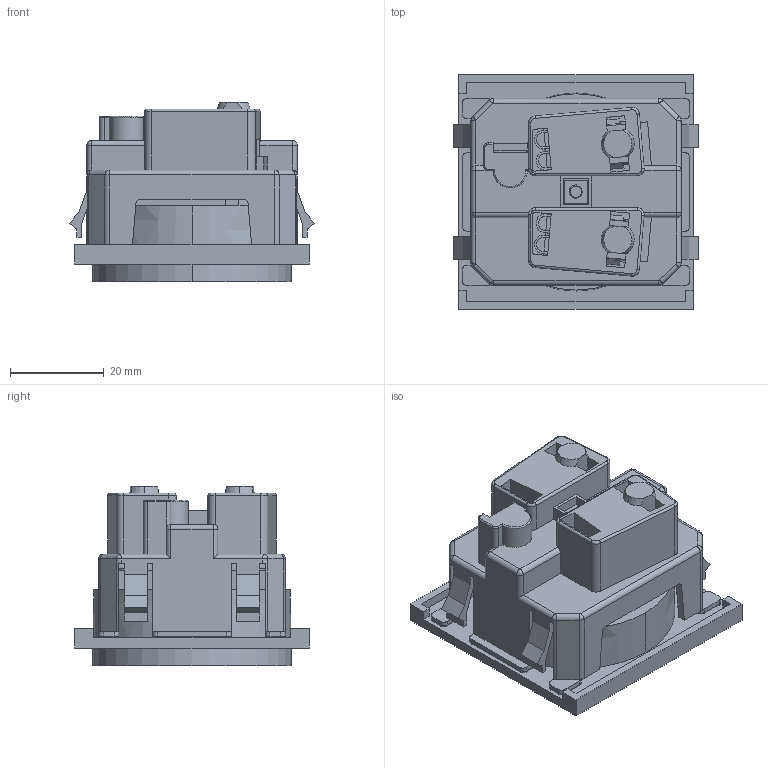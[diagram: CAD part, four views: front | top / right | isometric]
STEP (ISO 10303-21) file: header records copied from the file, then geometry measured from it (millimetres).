
FILE_DESCRIPTION (( 'STEP AP214' ), '1' );
FILE_NAME ('E-08-D.STEP', '2017-09-26T03:27:12', ( '' ), ( '' ), 'SwSTEP 2.0', 'SolidWorks 2016', '' );
FILE_SCHEMA (( 'AUTOMOTIVE_DESIGN' ));
Length unit declared in the file: millimetre
Products named in the file (13): e08_006; e08d; e08a_france; e08_001c; e08-003; e08_002; e08b_series; E-08-D; e_08_france; e08-005; e08-004; e_08_france_01; e08c
Assembly tree (16 placements, depth 4):
  E-08-D
    e_08_france
      e08b_series
      e08_002  x2
      e08-003  x3
      e08_001c
      e_08_france_01
        e08a_france
        e08d
        e08_006  x2
        e08c
      e08-004
      e08-005
Bounding box: 52 x 50 x 38.3 mm (x, y, z)
Volume: 23208.1 mm3; surface area: 32005.7 mm2
Topology: 14 solids, 14 shells, 1526 faces, 3948 edges, 2460 vertices
Faces by surface type: plane 775, cylinder 479, bspline 226, cone 46
Entity records: 402898 total; most frequent: CARTESIAN_POINT 374318, ORIENTED_EDGE 6206, DIRECTION 5276, EDGE_CURVE 3103, VECTOR 1998, LINE 1998, VERTEX_POINT 1960, AXIS2_PLACEMENT_3D 1639
